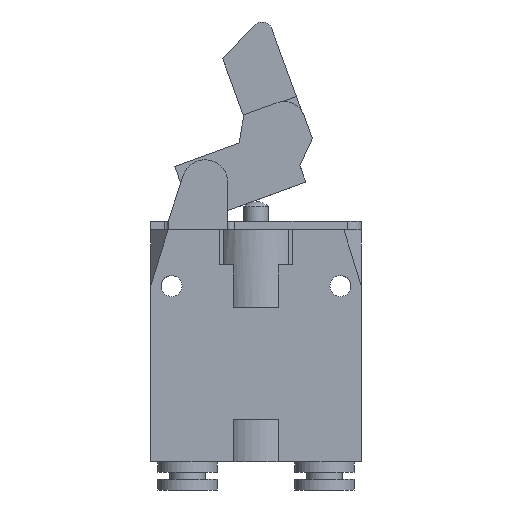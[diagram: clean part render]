
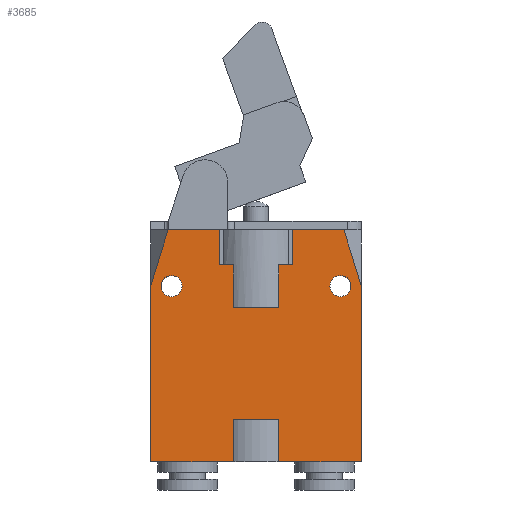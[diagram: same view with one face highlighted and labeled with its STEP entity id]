
A CAD part, front view. The second image highlights one B-rep face of the part: STEP entity #3685.
In plain terms, the highlighted planar face has unit normal (0, -1, 0).
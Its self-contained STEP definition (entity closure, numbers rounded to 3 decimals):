
#73=FACE_BOUND('',#487,.T.);
#74=FACE_BOUND('',#488,.T.);
#265=FACE_OUTER_BOUND('',#486,.T.);
#486=EDGE_LOOP('',(#2746,#2747,#2748,#2749,#2750,#2751,#2752,#2753,#2754,
#2755,#2756,#2757,#2758,#2759,#2760,#2761,#2762,#2763));
#487=EDGE_LOOP('',(#2764));
#488=EDGE_LOOP('',(#2765));
#625=CIRCLE('',#3887,1.5);
#627=CIRCLE('',#3890,1.5);
#686=LINE('',#5239,#1071);
#699=LINE('',#5267,#1084);
#706=LINE('',#5283,#1091);
#769=LINE('',#5699,#1154);
#771=LINE('',#5702,#1156);
#775=LINE('',#5714,#1160);
#824=LINE('',#5821,#1209);
#828=LINE('',#5827,#1213);
#829=LINE('',#5829,#1214);
#831=LINE('',#5833,#1216);
#833=LINE('',#5837,#1218);
#834=LINE('',#5839,#1219);
#837=LINE('',#5857,#1222);
#843=LINE('',#5869,#1228);
#858=LINE('',#5904,#1243);
#860=LINE('',#5907,#1245);
#882=LINE('',#5956,#1267);
#883=LINE('',#5957,#1268);
#1071=VECTOR('',#4101,7.25);
#1084=VECTOR('',#4116,7.25);
#1091=VECTOR('',#4127,24.92);
#1154=VECTOR('',#4294,8.458);
#1156=VECTOR('',#4298,8.458);
#1160=VECTOR('',#4306,6.4);
#1209=VECTOR('',#4405,5.);
#1213=VECTOR('',#4411,2.05);
#1214=VECTOR('',#4414,6.);
#1216=VECTOR('',#4418,6.);
#1218=VECTOR('',#4422,2.05);
#1219=VECTOR('',#4425,5.);
#1222=VECTOR('',#4446,24.92);
#1228=VECTOR('',#4454,6.);
#1243=VECTOR('',#4485,6.);
#1245=VECTOR('',#4489,6.4);
#1267=VECTOR('',#4533,11.8);
#1268=VECTOR('',#4534,11.8);
#1465=VERTEX_POINT('',#5235);
#1467=VERTEX_POINT('',#5238);
#1480=VERTEX_POINT('',#5264);
#1481=VERTEX_POINT('',#5266);
#1487=VERTEX_POINT('',#5280);
#1488=VERTEX_POINT('',#5282);
#1561=VERTEX_POINT('',#5698);
#1566=VERTEX_POINT('',#5711);
#1567=VERTEX_POINT('',#5713);
#1600=VERTEX_POINT('',#5820);
#1601=VERTEX_POINT('',#5825);
#1602=VERTEX_POINT('',#5831);
#1603=VERTEX_POINT('',#5835);
#1604=VERTEX_POINT('',#5842);
#1606=VERTEX_POINT('',#5847);
#1609=VERTEX_POINT('',#5856);
#1612=VERTEX_POINT('',#5863);
#1614=VERTEX_POINT('',#5867);
#1625=VERTEX_POINT('',#5901);
#1626=VERTEX_POINT('',#5903);
#1810=EDGE_CURVE('',#1467,#1465,#686,.T.);
#1824=EDGE_CURVE('',#1481,#1480,#699,.T.);
#1832=EDGE_CURVE('',#1488,#1487,#706,.T.);
#1935=EDGE_CURVE('',#1561,#1467,#769,.T.);
#1937=EDGE_CURVE('',#1480,#1488,#771,.T.);
#1942=EDGE_CURVE('',#1567,#1566,#775,.T.);
#1996=EDGE_CURVE('',#1465,#1600,#824,.T.);
#2000=EDGE_CURVE('',#1600,#1601,#828,.T.);
#2001=EDGE_CURVE('',#1601,#1567,#829,.T.);
#2003=EDGE_CURVE('',#1566,#1602,#831,.T.);
#2005=EDGE_CURVE('',#1602,#1603,#833,.T.);
#2006=EDGE_CURVE('',#1603,#1481,#834,.T.);
#2007=EDGE_CURVE('',#1604,#1604,#625,.T.);
#2009=EDGE_CURVE('',#1606,#1606,#627,.T.);
#2013=EDGE_CURVE('',#1609,#1561,#837,.T.);
#2019=EDGE_CURVE('',#1612,#1614,#843,.T.);
#2036=EDGE_CURVE('',#1626,#1625,#858,.T.);
#2038=EDGE_CURVE('',#1614,#1626,#860,.T.);
#2062=EDGE_CURVE('',#1487,#1612,#882,.T.);
#2063=EDGE_CURVE('',#1625,#1609,#883,.T.);
#2746=ORIENTED_EDGE('',*,*,#1810,.T.);
#2747=ORIENTED_EDGE('',*,*,#1996,.T.);
#2748=ORIENTED_EDGE('',*,*,#2000,.T.);
#2749=ORIENTED_EDGE('',*,*,#2001,.T.);
#2750=ORIENTED_EDGE('',*,*,#1942,.T.);
#2751=ORIENTED_EDGE('',*,*,#2003,.T.);
#2752=ORIENTED_EDGE('',*,*,#2005,.T.);
#2753=ORIENTED_EDGE('',*,*,#2006,.T.);
#2754=ORIENTED_EDGE('',*,*,#1824,.T.);
#2755=ORIENTED_EDGE('',*,*,#1937,.T.);
#2756=ORIENTED_EDGE('',*,*,#1832,.T.);
#2757=ORIENTED_EDGE('',*,*,#2062,.T.);
#2758=ORIENTED_EDGE('',*,*,#2019,.T.);
#2759=ORIENTED_EDGE('',*,*,#2038,.T.);
#2760=ORIENTED_EDGE('',*,*,#2036,.T.);
#2761=ORIENTED_EDGE('',*,*,#2063,.T.);
#2762=ORIENTED_EDGE('',*,*,#2013,.T.);
#2763=ORIENTED_EDGE('',*,*,#1935,.T.);
#2764=ORIENTED_EDGE('',*,*,#2007,.T.);
#2765=ORIENTED_EDGE('',*,*,#2009,.T.);
#3376=PLANE('',#3914);
#3685=ADVANCED_FACE('',(#265,#73,#74),#3376,.T.);
#3887=AXIS2_PLACEMENT_3D('',#5843,#4430,#4431);
#3890=AXIS2_PLACEMENT_3D('',#5848,#4436,#4437);
#3914=AXIS2_PLACEMENT_3D('',#5955,#4531,#4532);
#4101=DIRECTION('',(-1.,0.,0.));
#4116=DIRECTION('',(-1.,0.,0.));
#4127=DIRECTION('',(0.,0.,-1.));
#4294=DIRECTION('',(-0.296,0.,0.955));
#4298=DIRECTION('',(-0.296,0.,-0.955));
#4306=DIRECTION('',(-1.,0.,0.));
#4405=DIRECTION('',(0.,0.,-1.));
#4411=DIRECTION('',(-1.,0.,0.));
#4414=DIRECTION('',(0.,0.,-1.));
#4418=DIRECTION('',(0.,0.,1.));
#4422=DIRECTION('',(-1.,0.,0.));
#4425=DIRECTION('',(0.,0.,1.));
#4430=DIRECTION('center_axis',(0.,1.,0.));
#4431=DIRECTION('ref_axis',(1.,0.,0.));
#4436=DIRECTION('center_axis',(0.,1.,0.));
#4437=DIRECTION('ref_axis',(1.,0.,0.));
#4446=DIRECTION('',(0.,0.,1.));
#4454=DIRECTION('',(0.,0.,1.));
#4485=DIRECTION('',(0.,0.,-1.));
#4489=DIRECTION('',(1.,0.,0.));
#4531=DIRECTION('center_axis',(0.,-1.,0.));
#4532=DIRECTION('ref_axis',(0.,0.,-1.));
#4533=DIRECTION('',(1.,0.,0.));
#4534=DIRECTION('',(1.,0.,0.));
#5235=CARTESIAN_POINT('',(5.25,-7.5,14.5));
#5238=CARTESIAN_POINT('',(12.5,-7.5,14.5));
#5239=CARTESIAN_POINT('',(7.5,-7.5,14.5));
#5264=CARTESIAN_POINT('',(-12.5,-7.5,14.5));
#5266=CARTESIAN_POINT('',(-5.25,-7.5,14.5));
#5267=CARTESIAN_POINT('',(7.5,-7.5,14.5));
#5280=CARTESIAN_POINT('',(-15.,-7.5,-18.5));
#5282=CARTESIAN_POINT('',(-15.,-7.5,6.42));
#5283=CARTESIAN_POINT('',(-15.,-7.5,18.5));
#5698=CARTESIAN_POINT('',(15.,-7.5,6.42));
#5699=CARTESIAN_POINT('',(14.001,-7.5,9.648));
#5702=CARTESIAN_POINT('',(-14.001,-7.5,9.648));
#5711=CARTESIAN_POINT('',(-3.2,-7.5,3.5));
#5713=CARTESIAN_POINT('',(3.2,-7.5,3.5));
#5714=CARTESIAN_POINT('',(-1.6,-7.5,3.5));
#5820=CARTESIAN_POINT('',(5.25,-7.5,9.5));
#5821=CARTESIAN_POINT('',(5.25,-7.5,4.75));
#5825=CARTESIAN_POINT('',(3.2,-7.5,9.5));
#5827=CARTESIAN_POINT('',(1.6,-7.5,9.5));
#5829=CARTESIAN_POINT('',(3.2,-7.5,1.75));
#5831=CARTESIAN_POINT('',(-3.2,-7.5,9.5));
#5833=CARTESIAN_POINT('',(-3.2,-7.5,4.75));
#5835=CARTESIAN_POINT('',(-5.25,-7.5,9.5));
#5837=CARTESIAN_POINT('',(-2.625,-7.5,9.5));
#5839=CARTESIAN_POINT('',(-5.25,-7.5,7.25));
#5842=CARTESIAN_POINT('',(10.5,-7.5,6.5));
#5843=CARTESIAN_POINT('Origin',(12.,-7.5,6.5));
#5847=CARTESIAN_POINT('',(-13.5,-7.5,6.5));
#5848=CARTESIAN_POINT('Origin',(-12.,-7.5,6.5));
#5856=CARTESIAN_POINT('',(15.,-7.5,-18.5));
#5857=CARTESIAN_POINT('',(15.,-7.5,-18.5));
#5863=CARTESIAN_POINT('',(-3.2,-7.5,-18.5));
#5867=CARTESIAN_POINT('',(-3.2,-7.5,-12.5));
#5869=CARTESIAN_POINT('',(-3.2,-7.5,-9.25));
#5901=CARTESIAN_POINT('',(3.2,-7.5,-18.5));
#5903=CARTESIAN_POINT('',(3.2,-7.5,-12.5));
#5904=CARTESIAN_POINT('',(3.2,-7.5,-9.25));
#5907=CARTESIAN_POINT('',(0.,-7.5,-12.5));
#5955=CARTESIAN_POINT('Origin',(0.,-7.5,0.));
#5956=CARTESIAN_POINT('',(-15.,-7.5,-18.5));
#5957=CARTESIAN_POINT('',(-15.,-7.5,-18.5));
